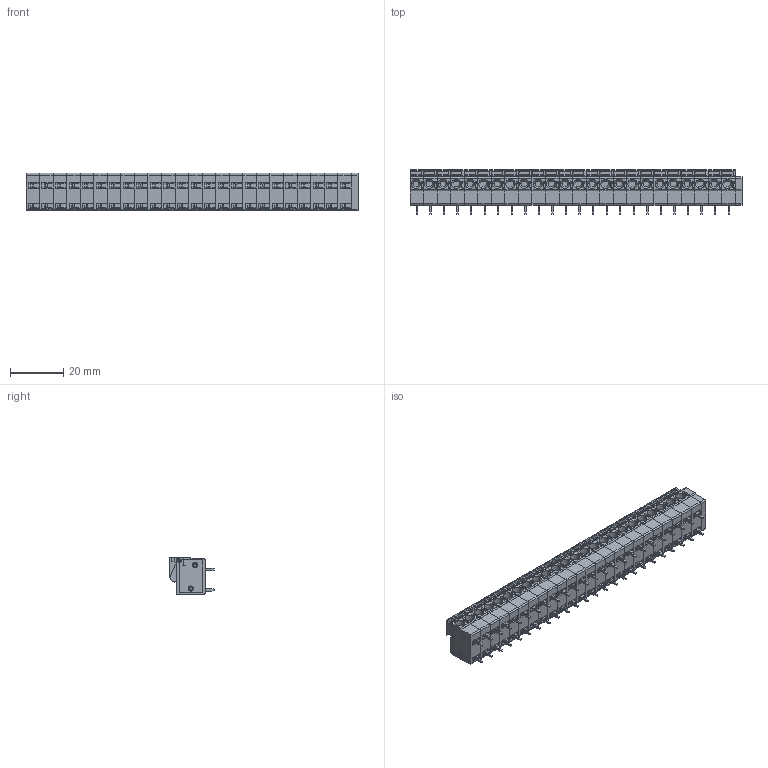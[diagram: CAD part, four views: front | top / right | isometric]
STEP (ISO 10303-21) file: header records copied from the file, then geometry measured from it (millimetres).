
FILE_DESCRIPTION (( 'STEP AP214' ), '1' );
FILE_NAME ('CUI_DEVICES_TBL004-508-24BE-2GY.step', '2019-11-27T11:05:19', ( '' ), ( '' ), 'SwSTEP 2.0', 'SolidWorks 2019', '' );
FILE_SCHEMA (( 'AUTOMOTIVE_DESIGN' ));
Length unit declared in the file: millimetre
Products named in the file (4): TBL004-508 - PUSH BUTTON_Gray; TBL004-508 - END CAP_Blue; TBL004-508 - BODY_Blue; CUI_DEVICES_TBL004-508-24BE-2GY
Assembly tree (49 placements, depth 2):
  CUI_DEVICES_TBL004-508-24BE-2GY
    TBL004-508 - END CAP_Blue
    TBL004-508 - BODY_Blue  x24
    TBL004-508 - PUSH BUTTON_Gray  x24
Bounding box: 124.42 x 16.8 x 14.05 mm (x, y, z)
Volume: 17429.3 mm3; surface area: 21401.1 mm2
Topology: 49 solids, 49 shells, 3709 faces, 9756 edges, 6320 vertices
Faces by surface type: plane 2327, cylinder 902, cone 432, torus 48
Entity records: 11370 total; most frequent: CARTESIAN_POINT 1482, DIRECTION 1434, ORIENTED_EDGE 1388, EDGE_CURVE 694, VECTOR 570, LINE 570, VERTEX_POINT 455, AXIS2_PLACEMENT_3D 432
